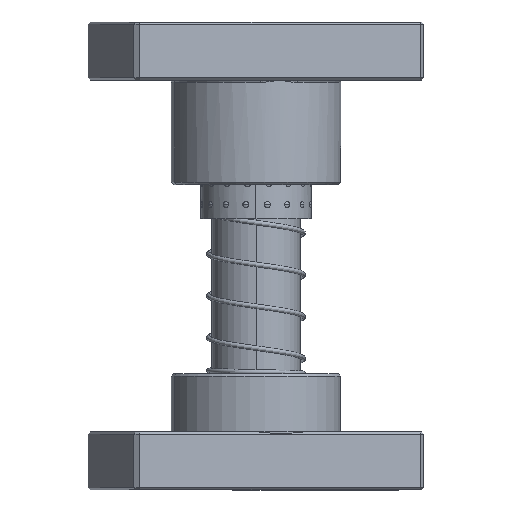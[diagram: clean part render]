
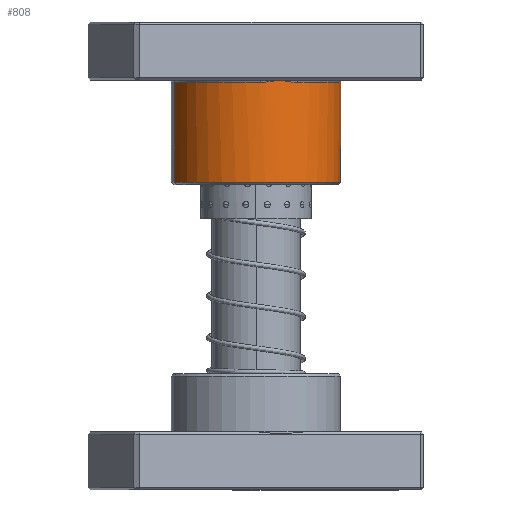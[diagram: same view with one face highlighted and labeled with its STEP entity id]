
A CAD part, left-side view. The second image highlights one B-rep face of the part: STEP entity #808.
In plain terms, the highlighted cylindrical face has radius 36.5 mm (diameter 73 mm), a partial arc.
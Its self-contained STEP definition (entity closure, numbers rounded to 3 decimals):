
#39 = CARTESIAN_POINT ( 'NONE',  ( 36.5, 0., 70. ) ) ;
#231 = ORIENTED_EDGE ( 'NONE', *, *, #8019, .T. ) ;
#808 = ADVANCED_FACE ( 'NONE', ( #27274 ), #44270, .T. ) ;
#821 = CARTESIAN_POINT ( 'NONE',  ( 0., 0., 26. ) ) ;
#952 = CARTESIAN_POINT ( 'NONE',  ( -6.984, -35.833, 25.96 ) ) ;
#1212 = DIRECTION ( 'NONE',  ( 1., 0., 0. ) ) ;
#1594 = AXIS2_PLACEMENT_3D ( 'NONE', #821, #24816, #4291 ) ;
#2576 = CARTESIAN_POINT ( 'NONE',  ( -36.5, 0., 70. ) ) ;
#2889 = VERTEX_POINT ( 'NONE', #19082 ) ;
#4291 = DIRECTION ( 'NONE',  ( 1., 0., 0. ) ) ;
#4357 = EDGE_CURVE ( 'NONE', #25611, #41344, #34384, .T. ) ;
#4419 = CARTESIAN_POINT ( 'NONE',  ( -4.89, -36.178, 25.754 ) ) ;
#4571 = CARTESIAN_POINT ( 'NONE',  ( 0.701, -36.495, 25.118 ) ) ;
#4857 = VECTOR ( 'NONE', #30335, 1000. ) ;
#7862 = CARTESIAN_POINT ( 'NONE',  ( -1.403, -36.5, 25.235 ) ) ;
#8003 = CARTESIAN_POINT ( 'NONE',  ( 1.75, -36.46, 25.291 ) ) ;
#8019 = EDGE_CURVE ( 'NONE', #9265, #35196, #33843, .T. ) ;
#9265 = VERTEX_POINT ( 'NONE', #38657 ) ;
#10162 = VERTEX_POINT ( 'NONE', #17494 ) ;
#11445 = CARTESIAN_POINT ( 'NONE',  ( 3.495, -36.339, 25.565 ) ) ;
#13022 = EDGE_CURVE ( 'NONE', #2889, #10162, #14436, .T. ) ;
#13217 = CARTESIAN_POINT ( 'NONE',  ( 0., 0., 69. ) ) ;
#14436 = CIRCLE ( 'NONE', #1594, 36.5 ) ;
#14844 = CARTESIAN_POINT ( 'NONE',  ( 5.587, -36.077, 25.837 ) ) ;
#16642 = DIRECTION ( 'NONE',  ( 1., 0., 0. ) ) ;
#17494 = CARTESIAN_POINT ( 'NONE',  ( 36.5, 0., 26. ) ) ;
#17560 = EDGE_CURVE ( 'NONE', #28173, #9265, #31629, .T. ) ;
#17989 = CARTESIAN_POINT ( 'NONE',  ( -7.68, -35.69, 26. ) ) ;
#18276 = CARTESIAN_POINT ( 'NONE',  ( 7.68, -35.69, 26. ) ) ;
#18921 = ORIENTED_EDGE ( 'NONE', *, *, #17560, .T. ) ;
#19082 = CARTESIAN_POINT ( 'NONE',  ( 8.373, -35.527, 26. ) ) ;
#19646 = B_SPLINE_CURVE_WITH_KNOTS ( 'NONE', 3,
 ( #28069, #42007, #4571, #28502, #8003, #31932, #11445, #35313, #14844, #38748, #18276, #42151 ),
 .UNSPECIFIED., .F., .F.,
 ( 4, 2, 2, 2, 2, 4 ),
 ( 0., 0.001, 0.002, 0.004, 0.006, 0.008 ),
 .UNSPECIFIED. ) ;
#21443 = CARTESIAN_POINT ( 'NONE',  ( -8.373, -35.527, 26. ) ) ;
#21701 = DIRECTION ( 'NONE',  ( 0., 0., 1. ) ) ;
#22037 = EDGE_CURVE ( 'NONE', #35196, #25611, #34758, .T. ) ;
#23064 = LINE ( 'NONE', #39, #4857 ) ;
#23617 = CARTESIAN_POINT ( 'NONE',  ( 0., 0., 70. ) ) ;
#24779 = VECTOR ( 'NONE', #26515, 1000. ) ;
#24816 = DIRECTION ( 'NONE',  ( 0., 0., 1. ) ) ;
#24943 = CARTESIAN_POINT ( 'NONE',  ( -5.587, -36.077, 25.837 ) ) ;
#25013 = AXIS2_PLACEMENT_3D ( 'NONE', #42116, #21701, #1212 ) ;
#25611 = VERTEX_POINT ( 'NONE', #35558 ) ;
#26058 = ORIENTED_EDGE ( 'NONE', *, *, #4357, .T. ) ;
#26280 = CARTESIAN_POINT ( 'NONE',  ( 36.5, 0., 69. ) ) ;
#26515 = DIRECTION ( 'NONE',  ( 0., 0., -1. ) ) ;
#27274 = FACE_OUTER_BOUND ( 'NONE', #29799, .T. ) ;
#27374 = CARTESIAN_POINT ( 'NONE',  ( 0., -36.5, 25. ) ) ;
#28069 = CARTESIAN_POINT ( 'NONE',  ( 0., -36.5, 25. ) ) ;
#28173 = VERTEX_POINT ( 'NONE', #26280 ) ;
#28365 = CARTESIAN_POINT ( 'NONE',  ( -2.798, -36.42, 25.47 ) ) ;
#28502 = CARTESIAN_POINT ( 'NONE',  ( 1.4, -36.475, 25.234 ) ) ;
#29799 = EDGE_LOOP ( 'NONE', ( #37643, #18921, #231, #41940, #26058, #35993, #33400 ) ) ;
#30335 = DIRECTION ( 'NONE',  ( 0., 0., -1. ) ) ;
#31629 = CIRCLE ( 'NONE', #38111, 36.5 ) ;
#31778 = CARTESIAN_POINT ( 'NONE',  ( 0., -36.5, 25. ) ) ;
#31932 = CARTESIAN_POINT ( 'NONE',  ( 2.798, -36.399, 25.459 ) ) ;
#33400 = ORIENTED_EDGE ( 'NONE', *, *, #13022, .T. ) ;
#33843 = LINE ( 'NONE', #2576, #24779 ) ;
#34384 = B_SPLINE_CURVE_WITH_KNOTS ( 'NONE', 3,
 ( #21443, #17989, #952, #24943, #4419, #28365, #7862, #31778 ),
 .UNSPECIFIED., .F., .F.,
 ( 4, 2, 2, 4 ),
 ( 0., 0.002, 0.004, 0.009 ),
 .UNSPECIFIED. ) ;
#34663 = CARTESIAN_POINT ( 'NONE',  ( -36.5, 0., 26. ) ) ;
#34758 = CIRCLE ( 'NONE', #25013, 36.5 ) ;
#35196 = VERTEX_POINT ( 'NONE', #34663 ) ;
#35313 = CARTESIAN_POINT ( 'NONE',  ( 4.89, -36.178, 25.754 ) ) ;
#35558 = CARTESIAN_POINT ( 'NONE',  ( -8.373, -35.527, 26. ) ) ;
#35643 = EDGE_CURVE ( 'NONE', #28173, #10162, #23064, .T. ) ;
#35993 = ORIENTED_EDGE ( 'NONE', *, *, #36011, .T. ) ;
#36011 = EDGE_CURVE ( 'NONE', #41344, #2889, #19646, .T. ) ;
#37148 = DIRECTION ( 'NONE',  ( 0., 0., -1. ) ) ;
#37167 = DIRECTION ( 'NONE',  ( -1., 0., 0. ) ) ;
#37643 = ORIENTED_EDGE ( 'NONE', *, *, #35643, .F. ) ;
#38111 = AXIS2_PLACEMENT_3D ( 'NONE', #13217, #37148, #16642 ) ;
#38657 = CARTESIAN_POINT ( 'NONE',  ( -36.5, 0., 69. ) ) ;
#38748 = CARTESIAN_POINT ( 'NONE',  ( 6.984, -35.833, 25.96 ) ) ;
#40746 = AXIS2_PLACEMENT_3D ( 'NONE', #23617, #44256, #37167 ) ;
#41344 = VERTEX_POINT ( 'NONE', #27374 ) ;
#41940 = ORIENTED_EDGE ( 'NONE', *, *, #22037, .T. ) ;
#42007 = CARTESIAN_POINT ( 'NONE',  ( 0.349, -36.5, 25.059 ) ) ;
#42116 = CARTESIAN_POINT ( 'NONE',  ( 0., 0., 26. ) ) ;
#42151 = CARTESIAN_POINT ( 'NONE',  ( 8.373, -35.527, 26. ) ) ;
#44256 = DIRECTION ( 'NONE',  ( 0., 0., -1. ) ) ;
#44270 = CYLINDRICAL_SURFACE ( 'NONE', #40746, 36.5 ) ;
